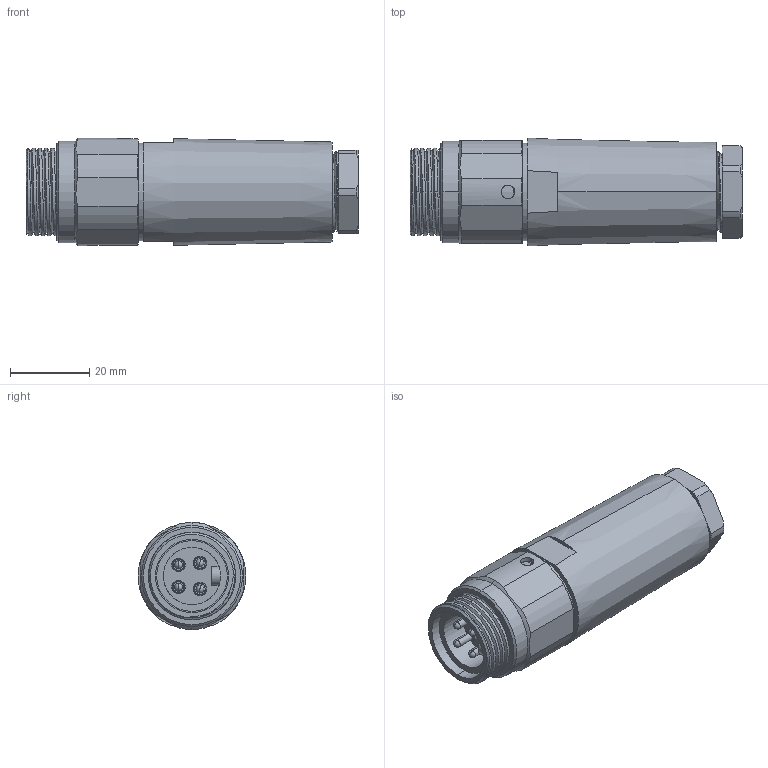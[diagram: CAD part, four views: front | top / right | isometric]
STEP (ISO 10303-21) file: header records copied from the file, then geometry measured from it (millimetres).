
FILE_DESCRIPTION(/* description */ (''),/* implementation_level */ '2;1');
FILE_NAME(/* name */ 'MZ4212-0-13.5.stp',/* time_stamp */ '2019-04-22T12:05:51+08:00',/* author */ (''),/* organization */ (''),/* preprocessor_version */ 'ST-DEVELOPER v15',/* originating_system */ 'SIEMENS PLM Software NX 9.0',/* authorisation */ '');
FILE_SCHEMA (('CONFIG_CONTROL_DESIGN'));
Length unit declared in the file: millimetre
Products named in the file (1): MZ4212-0-13.5
Bounding box: 83.7 x 27.2 x 27 mm (x, y, z)
Volume: 39892.9 mm3; surface area: 10841.6 mm2
Topology: 1 solids, 1 shells, 137 faces, 336 edges, 211 vertices
Faces by surface type: cylinder 50, plane 36, cone 27, torus 10, sphere 8, bspline 6
Full cylindrical faces by diameter (mm): 24.4 x1, 24.6 x1
Entity records: 5694 total; most frequent: CARTESIAN_POINT 2496, ORIENTED_EDGE 652, DIRECTION 635, EDGE_CURVE 326, AXIS2_PLACEMENT_3D 267, VERTEX_POINT 211, EDGE_LOOP 159, ADVANCED_FACE 137
